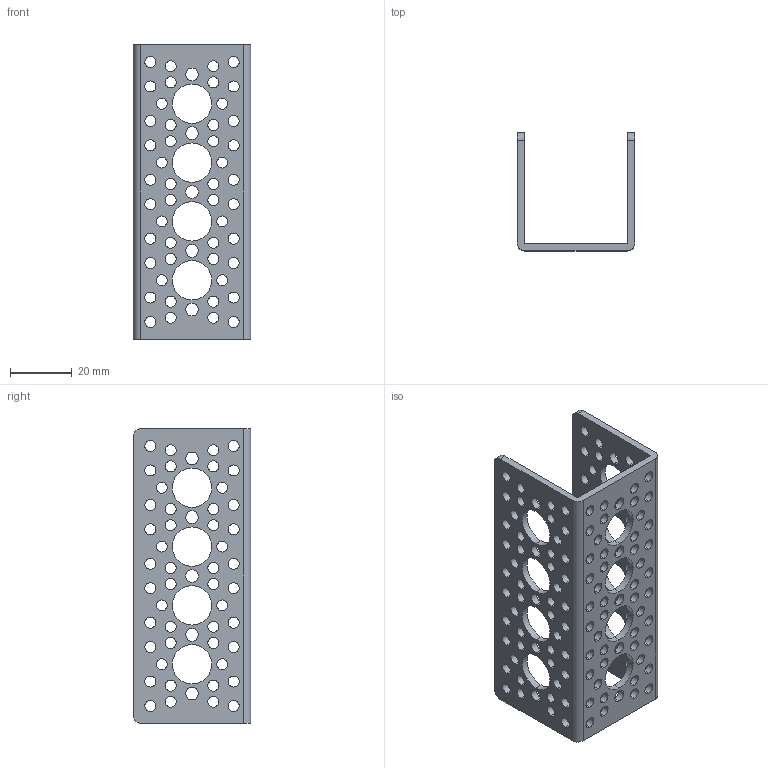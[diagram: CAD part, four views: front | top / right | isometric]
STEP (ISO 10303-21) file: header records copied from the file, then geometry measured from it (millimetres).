
FILE_DESCRIPTION (( 'STEP AP203' ), '1' );
FILE_NAME ('585443.STEP', '2014-07-14T21:34:11', ( 'Kyle' ), ( 'Microsoft' ), 'SwSTEP 2.0', 'SolidWorks 2014', '' );
FILE_SCHEMA (( 'CONFIG_CONTROL_DESIGN' ));
Length unit declared in the file: inch
Products named in the file (1): 585443
Bounding box: 38.1 x 38.1 x 95.25 mm (x, y, z)
Volume: 16412.9 mm3; surface area: 20516.2 mm2
Topology: 1 solids, 1 shells, 358 faces, 1068 edges, 712 vertices
Faces by surface type: cylinder 348, plane 10
Entity records: 13231 total; most frequent: DIRECTION 2482, CARTESIAN_POINT 2139, ORIENTED_EDGE 2136, EDGE_CURVE 1068, AXIS2_PLACEMENT_3D 1055, VERTEX_POINT 712, EDGE_LOOP 700, CIRCLE 696
